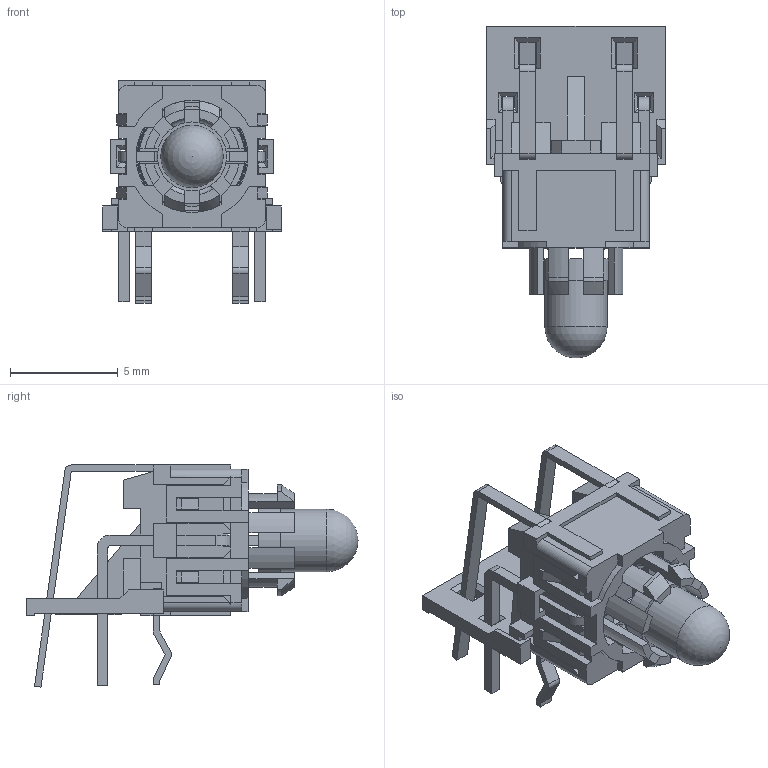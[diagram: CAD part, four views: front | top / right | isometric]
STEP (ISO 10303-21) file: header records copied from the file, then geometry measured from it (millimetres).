
FILE_DESCRIPTION((' '),'2;1');
FILE_NAME('TL1250FxxxxxN.stp','2017-07-26T14:42:42',(' '),(' '),' ','ACIS',' ');
FILE_SCHEMA(('CONFIG_CONTROL_DESIGN'));
Length unit declared in the file: inch
Products named in the file (1): TL1250FxxxxxN.stp
Bounding box: 8.3 x 15.4 x 10.3 mm (x, y, z)
Volume: 248.9 mm3; surface area: 900.5 mm2
Topology: 1 solids, 3 shells, 644 faces, 1888 edges, 1214 vertices
Faces by surface type: plane 545, cylinder 82, torus 8, cone 6, sphere 3
Full cylindrical faces by diameter (mm): 1.4 x1, 2.9 x1, 3.2 x1, 4.4 x1
Entity records: 21240 total; most frequent: CARTESIAN_POINT 3858, ORIENTED_EDGE 3756, DIRECTION 3401, EDGE_CURVE 1878, VECTOR 1605, LINE 1605, VERTEX_POINT 1211, AXIS2_PLACEMENT_3D 898
